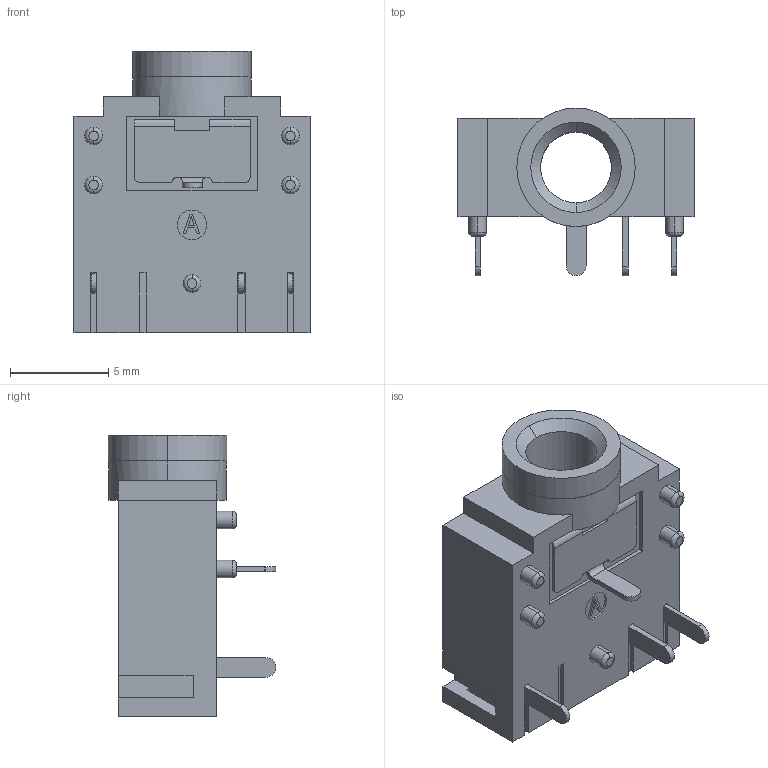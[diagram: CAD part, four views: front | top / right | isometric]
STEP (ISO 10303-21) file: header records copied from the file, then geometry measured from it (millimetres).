
FILE_DESCRIPTION (( 'STEP AP203' ), '1' );
FILE_NAME ('CUI_DEVICES_SJ1-3524N.step', '2023-06-23T15:33:11', ( '' ), ( '' ), 'SwSTEP 2.0', 'SolidWorks 2023', '' );
FILE_SCHEMA (( 'CONFIG_CONTROL_DESIGN' ));
Length unit declared in the file: millimetre
Products named in the file (1): CUI_DEVICES_SJ1-3524N
Bounding box: 12 x 8.51 x 14.3 mm (x, y, z)
Volume: 612 mm3; surface area: 818.5 mm2
Topology: 1 solids, 1 shells, 256 faces, 699 edges, 462 vertices
Faces by surface type: plane 196, cylinder 44, torus 10, bspline 4, cone 2
Entity records: 8338 total; most frequent: CARTESIAN_POINT 1680, ORIENTED_EDGE 1398, DIRECTION 1305, EDGE_CURVE 699, VECTOR 571, LINE 571, VERTEX_POINT 462, AXIS2_PLACEMENT_3D 367
